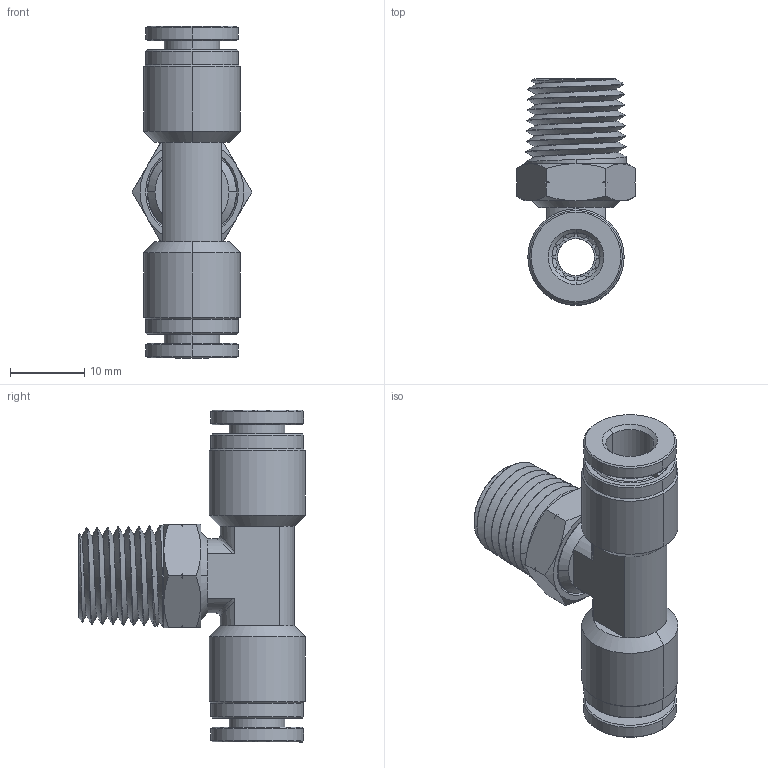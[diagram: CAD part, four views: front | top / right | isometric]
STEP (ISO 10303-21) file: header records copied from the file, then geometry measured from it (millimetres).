
FILE_DESCRIPTION (( 'STEP AP214' ), '1' );
FILE_NAME ('BTS1-4N1-4W.STEP', '2018-07-24T19:22:43', ( '' ), ( '' ), 'SwSTEP 2.0', 'SolidWorks 2016', '' );
FILE_SCHEMA (( 'AUTOMOTIVE_DESIGN' ));
Length unit declared in the file: millimetre
Products named in the file (1): BTS1-4N1-4W
Bounding box: 16.17 x 30.6 x 44.81 mm (x, y, z)
Volume: 4519.1 mm3; surface area: 8149.1 mm2
Topology: 12 solids, 12 shells, 796 faces, 2146 edges, 1385 vertices
Faces by surface type: cone 293, plane 269, cylinder 150, bspline 80, torus 4
Entity records: 38997 total; most frequent: CARTESIAN_POINT 11402, ORIENTED_EDGE 4288, DIRECTION 3478, EDGE_CURVE 2144, AXIS2_PLACEMENT_3D 1418, VERTEX_POINT 1385, EDGE_LOOP 835, UNCERTAINTY_MEASURE_WITH_UNIT 810
